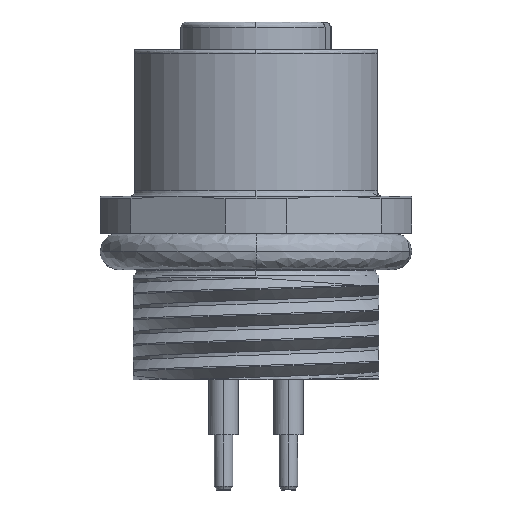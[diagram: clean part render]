
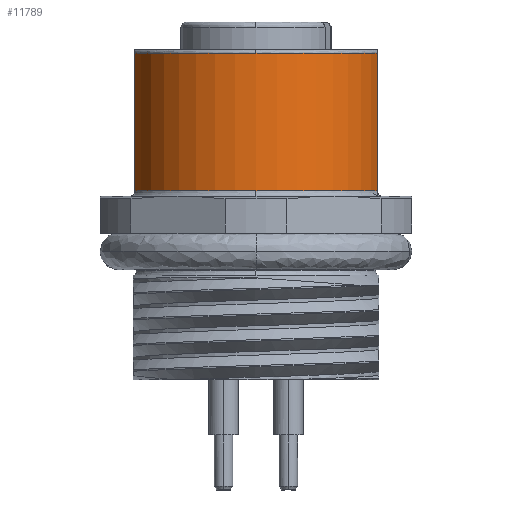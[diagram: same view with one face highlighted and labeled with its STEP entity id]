
A CAD part, left-side view. The second image highlights one B-rep face of the part: STEP entity #11789.
In plain terms, the highlighted cylindrical face has radius 6.8 mm (diameter 13.6 mm), a partial arc.
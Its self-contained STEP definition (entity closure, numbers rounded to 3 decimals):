
#107 = DIRECTION ( 'NONE',  ( 0., 0., 1. ) ) ;
#1317 = EDGE_CURVE ( 'NONE', #13212, #20831, #8300, .T. ) ;
#1607 = CIRCLE ( 'NONE', #10610, 6.8 ) ;
#1721 = EDGE_CURVE ( 'NONE', #7984, #13212, #11876, .T. ) ;
#1962 = ORIENTED_EDGE ( 'NONE', *, *, #1317, .T. ) ;
#2424 = EDGE_CURVE ( 'NONE', #15935, #4680, #16829, .T. ) ;
#3315 = DIRECTION ( 'NONE',  ( -1., 0., 0. ) ) ;
#3329 = AXIS2_PLACEMENT_3D ( 'NONE', #7614, #19194, #9277 ) ;
#3963 = EDGE_LOOP ( 'NONE', ( #3992, #10232, #14093, #19609, #1962, #17310 ) ) ;
#3992 = ORIENTED_EDGE ( 'NONE', *, *, #14053, .T. ) ;
#4015 = DIRECTION ( 'NONE',  ( 0., 0., -1. ) ) ;
#4372 = CARTESIAN_POINT ( 'NONE',  ( 7.7, 0., 0. ) ) ;
#4447 = CARTESIAN_POINT ( 'NONE',  ( 0., -6.6, 1.637 ) ) ;
#4680 = VERTEX_POINT ( 'NONE', #20127 ) ;
#6067 = DIRECTION ( 'NONE',  ( 0., 0., -1. ) ) ;
#6163 = LINE ( 'NONE', #11577, #10043 ) ;
#7506 = VECTOR ( 'NONE', #17829, 1000. ) ;
#7507 = CYLINDRICAL_SURFACE ( 'NONE', #15706, 6.8 ) ;
#7614 = CARTESIAN_POINT ( 'NONE',  ( 0.2, 0., 0. ) ) ;
#7984 = VERTEX_POINT ( 'NONE', #16535 ) ;
#8300 = CIRCLE ( 'NONE', #12297, 6.8 ) ;
#8987 = CARTESIAN_POINT ( 'NONE',  ( 0., 0., 0. ) ) ;
#9277 = DIRECTION ( 'NONE',  ( 0., 0., 1. ) ) ;
#10016 = DIRECTION ( 'NONE',  ( -1., 0., 0. ) ) ;
#10043 = VECTOR ( 'NONE', #3315, 1000. ) ;
#10232 = ORIENTED_EDGE ( 'NONE', *, *, #2424, .F. ) ;
#10361 = CIRCLE ( 'NONE', #20620, 6.8 ) ;
#10610 = AXIS2_PLACEMENT_3D ( 'NONE', #19949, #10016, #107 ) ;
#11381 = CARTESIAN_POINT ( 'NONE',  ( 7.7, 0., 6.8 ) ) ;
#11577 = CARTESIAN_POINT ( 'NONE',  ( 0., 6.6, 1.637 ) ) ;
#11789 = ADVANCED_FACE ( 'NONE', ( #17380 ), #7507, .T. ) ;
#11876 = LINE ( 'NONE', #4447, #7506 ) ;
#12297 = AXIS2_PLACEMENT_3D ( 'NONE', #19688, #19618, #19484 ) ;
#12736 = VERTEX_POINT ( 'NONE', #20528 ) ;
#13212 = VERTEX_POINT ( 'NONE', #17448 ) ;
#14053 = EDGE_CURVE ( 'NONE', #12736, #4680, #6163, .T. ) ;
#14093 = ORIENTED_EDGE ( 'NONE', *, *, #17273, .F. ) ;
#15645 = DIRECTION ( 'NONE',  ( 1., 0., 0. ) ) ;
#15706 = AXIS2_PLACEMENT_3D ( 'NONE', #8987, #15645, #4015 ) ;
#15935 = VERTEX_POINT ( 'NONE', #19094 ) ;
#16004 = DIRECTION ( 'NONE',  ( -1., 0., 0. ) ) ;
#16535 = CARTESIAN_POINT ( 'NONE',  ( 0.2, -6.6, 1.637 ) ) ;
#16829 = CIRCLE ( 'NONE', #3329, 6.8 ) ;
#17273 = EDGE_CURVE ( 'NONE', #7984, #15935, #1607, .T. ) ;
#17310 = ORIENTED_EDGE ( 'NONE', *, *, #20587, .T. ) ;
#17380 = FACE_OUTER_BOUND ( 'NONE', #3963, .T. ) ;
#17448 = CARTESIAN_POINT ( 'NONE',  ( 7.7, -6.6, 1.637 ) ) ;
#17829 = DIRECTION ( 'NONE',  ( 1., 0., 0. ) ) ;
#19094 = CARTESIAN_POINT ( 'NONE',  ( 0.2, 0., 6.8 ) ) ;
#19194 = DIRECTION ( 'NONE',  ( -1., 0., 0. ) ) ;
#19484 = DIRECTION ( 'NONE',  ( 0., 0., -1. ) ) ;
#19609 = ORIENTED_EDGE ( 'NONE', *, *, #1721, .T. ) ;
#19618 = DIRECTION ( 'NONE',  ( -1., 0., 0. ) ) ;
#19688 = CARTESIAN_POINT ( 'NONE',  ( 7.7, 0., 0. ) ) ;
#19949 = CARTESIAN_POINT ( 'NONE',  ( 0.2, 0., 0. ) ) ;
#20127 = CARTESIAN_POINT ( 'NONE',  ( 0.2, 6.6, 1.637 ) ) ;
#20528 = CARTESIAN_POINT ( 'NONE',  ( 7.7, 6.6, 1.637 ) ) ;
#20587 = EDGE_CURVE ( 'NONE', #20831, #12736, #10361, .T. ) ;
#20620 = AXIS2_PLACEMENT_3D ( 'NONE', #4372, #16004, #6067 ) ;
#20831 = VERTEX_POINT ( 'NONE', #11381 ) ;
